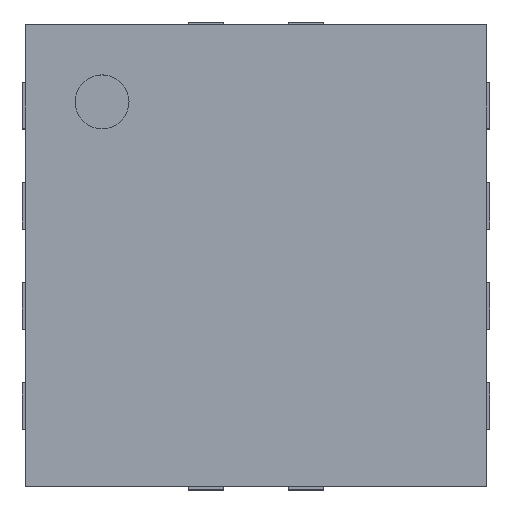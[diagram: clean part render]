
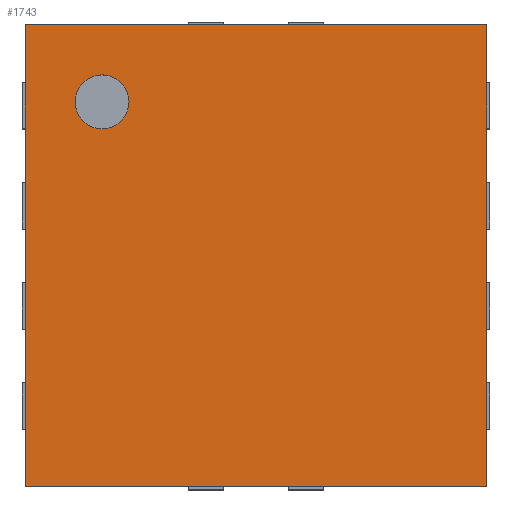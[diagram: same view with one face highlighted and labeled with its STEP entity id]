
A CAD part, top view. The second image highlights one B-rep face of the part: STEP entity #1743.
In plain terms, the highlighted planar face has unit normal (0, 0, 1).
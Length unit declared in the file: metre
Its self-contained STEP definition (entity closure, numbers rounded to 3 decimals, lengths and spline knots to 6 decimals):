
#37=CIRCLE('',#2363,0.000175);
#168=ORIENTED_EDGE('',*,*,#638,.F.);
#169=ORIENTED_EDGE('',*,*,#598,.F.);
#170=ORIENTED_EDGE('',*,*,#612,.T.);
#171=ORIENTED_EDGE('',*,*,#602,.T.);
#172=ORIENTED_EDGE('',*,*,#634,.F.);
#598=EDGE_CURVE('',#841,#842,#999,.T.);
#602=EDGE_CURVE('',#845,#844,#1003,.T.);
#612=EDGE_CURVE('',#841,#845,#1013,.T.);
#634=EDGE_CURVE('',#842,#844,#1035,.T.);
#638=EDGE_CURVE('',#867,#867,#37,.T.);
#841=VERTEX_POINT('',#3009);
#842=VERTEX_POINT('',#3011);
#844=VERTEX_POINT('',#3017);
#845=VERTEX_POINT('',#3019);
#867=VERTEX_POINT('',#3081);
#999=LINE('',#3010,#1226);
#1003=LINE('',#3018,#1230);
#1013=LINE('',#3035,#1240);
#1035=LINE('',#3073,#1262);
#1226=VECTOR('',#2528,1.);
#1230=VECTOR('',#2534,1.);
#1240=VECTOR('',#2546,1.);
#1262=VECTOR('',#2572,1.);
#1408=EDGE_LOOP('',(#168));
#1409=EDGE_LOOP('',(#169,#170,#171,#172));
#1495=FACE_BOUND('',#1408,.T.);
#1496=FACE_BOUND('',#1409,.T.);
#1582=PLANE('',#2362);
#1743=ADVANCED_FACE('',(#1495,#1496),#1582,.T.);
#2362=AXIS2_PLACEMENT_3D('',#3079,#2576,#2577);
#2363=AXIS2_PLACEMENT_3D('',#3080,#2578,#2579);
#2528=DIRECTION('',(1.,0.,0.));
#2534=DIRECTION('',(1.,0.,0.));
#2546=DIRECTION('',(0.,-1.,0.));
#2572=DIRECTION('',(0.,-1.,0.));
#2576=DIRECTION('',(0.,0.,1.));
#2577=DIRECTION('',(1.,0.,0.));
#2578=DIRECTION('',(0.,0.,1.));
#2579=DIRECTION('',(1.,0.,0.));
#3009=CARTESIAN_POINT('',(-0.0015,0.0015,0.001));
#3010=CARTESIAN_POINT('',(0.,0.0015,0.001));
#3011=CARTESIAN_POINT('',(0.0015,0.0015,0.001));
#3017=CARTESIAN_POINT('',(0.0015,-0.0015,0.001));
#3018=CARTESIAN_POINT('',(0.,-0.0015,0.001));
#3019=CARTESIAN_POINT('',(-0.0015,-0.0015,0.001));
#3035=CARTESIAN_POINT('',(-0.0015,0.,0.001));
#3073=CARTESIAN_POINT('',(0.0015,0.,0.001));
#3079=CARTESIAN_POINT('',(0.,0.,0.001));
#3080=CARTESIAN_POINT('',(-0.001,0.001,0.001));
#3081=CARTESIAN_POINT('',(-0.000825,0.001,0.001));
